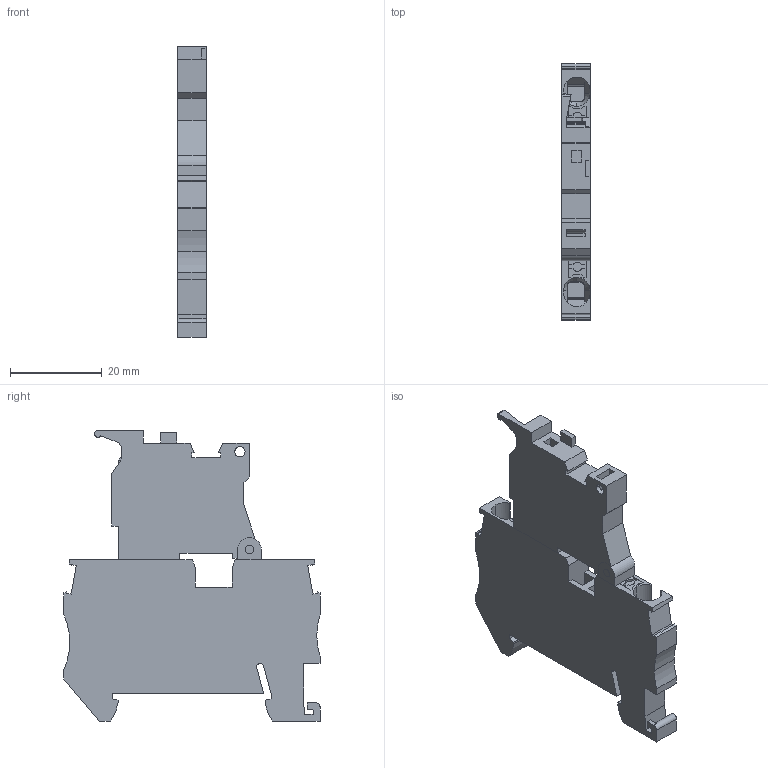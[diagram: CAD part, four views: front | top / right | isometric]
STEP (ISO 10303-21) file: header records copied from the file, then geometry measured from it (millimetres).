
FILE_DESCRIPTION(('STEP AP214'),'1');
FILE_NAME('cctmp_E342CBF2-753A-4DCA-9513-0B514239BD8F_2023_07_24_09_05_28_0153..stp','2023-07-24T07:05:29',('SIEMENS A&D'),('CADClick - www.CADClick.com'),'Spatial InterOp 3D postprocessed',' ','unknown authorization');
FILE_SCHEMA(('AUTOMOTIVE_DESIGN'));
Length unit declared in the file: millimetre
Products named in the file (1): 2023_07_24_09_05_28_0141
Bounding box: 6.15 x 55.9 x 63.38 mm (x, y, z)
Volume: 12999.4 mm3; surface area: 7779.7 mm2
Topology: 1 solids, 1 shells, 224 faces, 658 edges, 436 vertices
Faces by surface type: plane 179, cylinder 36, cone 4, torus 4, extrusion 1
Entity records: 9436 total; most frequent: CARTESIAN_POINT 2730, ORIENTED_EDGE 1316, DIRECTION 1163, EDGE_CURVE 658, VECTOR 539, LINE 538, VERTEX_POINT 436, AXIS2_PLACEMENT_3D 312
